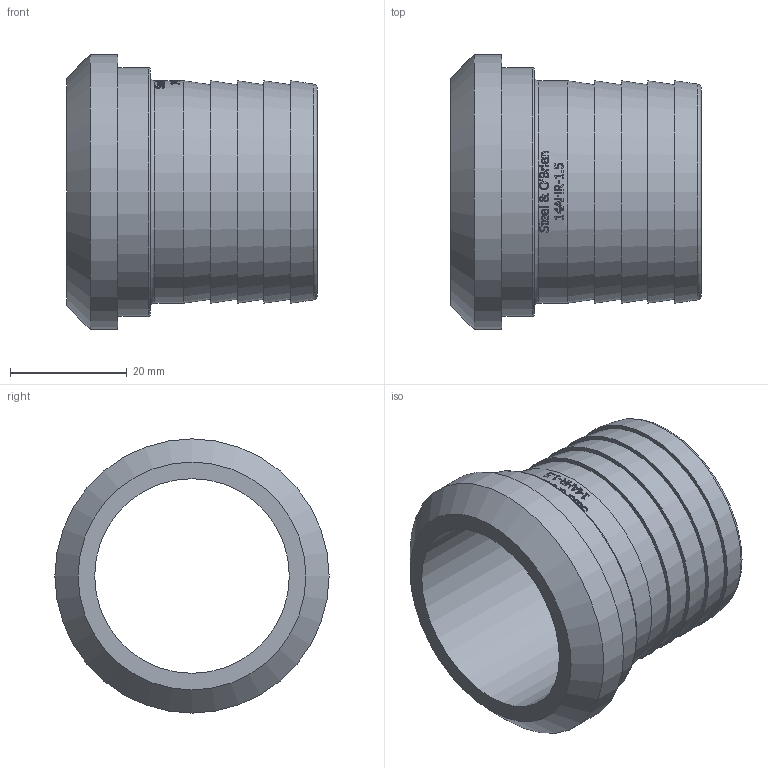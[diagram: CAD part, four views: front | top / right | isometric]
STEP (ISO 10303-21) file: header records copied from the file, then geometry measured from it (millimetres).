
FILE_DESCRIPTION(/* description */ (''),/* implementation_level */ '2;1');
FILE_NAME(/* name */ '14AHR-1.5.stp',/* time_stamp */ '2021-08-30T15:11:06-04:00',/* author */ ('rick'),/* organization */ (''),/* preprocessor_version */ 'ST-DEVELOPER v18',/* originating_system */ 'Autodesk Inventor 2020',/* authorisation */ '');
FILE_SCHEMA (('AUTOMOTIVE_DESIGN { 1 0 10303 214 3 1 1 }'));
Length unit declared in the file: inch
Products named in the file (1): 14AHR-1.5
Bounding box: 42.85 x 46.94 x 46.94 mm (x, y, z)
Volume: 16192.8 mm3; surface area: 11413.2 mm2
Topology: 1 solids, 1 shells, 360 faces, 974 edges, 656 vertices
Faces by surface type: plane 171, bspline 141, cylinder 38, cone 6, torus 4
Full cylindrical faces by diameter (mm): 33.325 x1, 38.1 x1, 42.621 x1, 46.939 x1
Entity records: 14571 total; most frequent: CARTESIAN_POINT 6130, ORIENTED_EDGE 1948, DIRECTION 1374, EDGE_CURVE 974, VERTEX_POINT 656, AXIS2_PLACEMENT_3D 462, LINE 450, VECTOR 450
